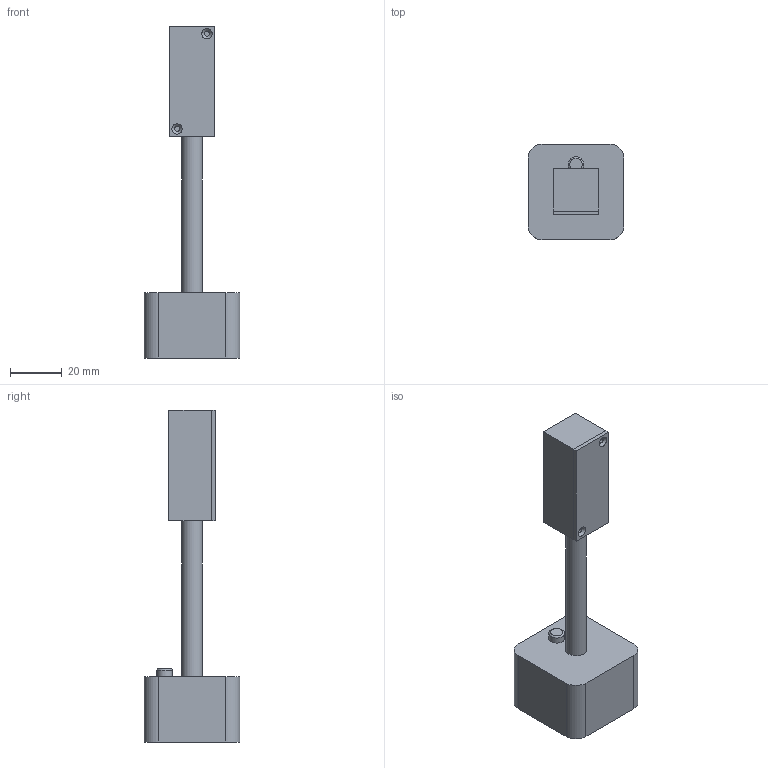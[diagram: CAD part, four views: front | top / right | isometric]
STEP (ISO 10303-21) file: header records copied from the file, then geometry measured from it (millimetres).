
FILE_DESCRIPTION(/* description */ (''),/* implementation_level */ '2;1');
FILE_NAME(/* name */'attiny85-traffic-light.step',/* time_stamp */ '2021-07-29T03:16:48+02:00',/* author */ (''),/* organization */ (''),/* preprocessor_version */ 'ST-DEVELOPER v18.1',/* originating_system */ 'Autodesk Translation Framework v10.9.0.1377',/* authorisation */ '');
FILE_SCHEMA (('AUTOMOTIVE_DESIGN { 1 0 10303 214 3 1 1 }'));
Length unit declared in the file: millimetre
Products named in the file (1): attiny85-traffic-light
Bounding box: 36.88 x 36.88 x 127.72 mm (x, y, z)
Volume: 27003.8 mm3; surface area: 25853.6 mm2
Topology: 7 solids, 7 shells, 158 faces, 404 edges, 267 vertices
Faces by surface type: plane 101, cylinder 52, cone 4, torus 1
Full cylindrical faces by diameter (mm): 1.2 x2, 2 x4, 2.5 x4, 3.8 x4, 6 x3, 8 x1, 9.8 x3
Entity records: 4895 total; most frequent: DIRECTION 842, CARTESIAN_POINT 830, ORIENTED_EDGE 808, EDGE_CURVE 404, LINE 284, VECTOR 284, AXIS2_PLACEMENT_3D 279, VERTEX_POINT 267
